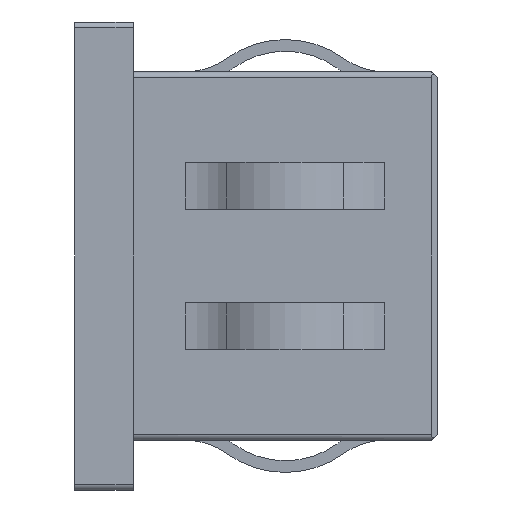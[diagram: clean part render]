
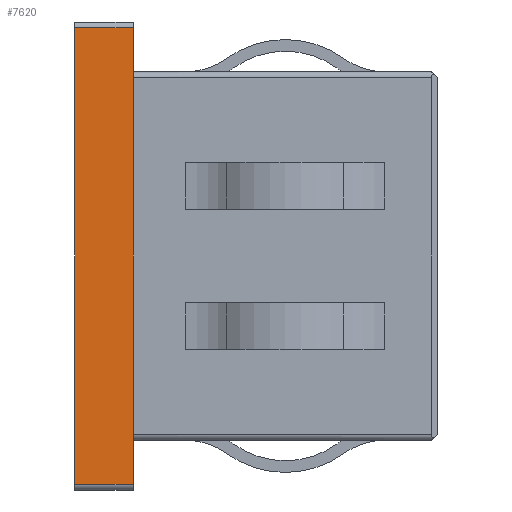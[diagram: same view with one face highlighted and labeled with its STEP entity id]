
A CAD part, left-side view. The second image highlights one B-rep face of the part: STEP entity #7620.
In plain terms, the highlighted planar face has unit normal (-1, 0, 0).
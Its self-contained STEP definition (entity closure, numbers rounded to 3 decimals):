
#136 = CARTESIAN_POINT ( 'NONE',  ( -30., 5., -20. ) ) ;
#477 = CARTESIAN_POINT ( 'NONE',  ( -30., 5., -20. ) ) ;
#755 = AXIS2_PLACEMENT_3D ( 'NONE', #477, #12061, #5070 ) ;
#779 = VECTOR ( 'NONE', #8126, 1000. ) ;
#1327 = VERTEX_POINT ( 'NONE', #13502 ) ;
#1421 = CARTESIAN_POINT ( 'NONE',  ( -30., 5., -19.5 ) ) ;
#1431 = VECTOR ( 'NONE', #11980, 1000. ) ;
#1718 = EDGE_LOOP ( 'NONE', ( #2534, #10883, #9688, #4499 ) ) ;
#1932 = LINE ( 'NONE', #13378, #12799 ) ;
#1989 = DIRECTION ( 'NONE',  ( 0., 0., 1. ) ) ;
#2534 = ORIENTED_EDGE ( 'NONE', *, *, #8514, .F. ) ;
#2873 = PLANE ( 'NONE',  #755 ) ;
#2965 = LINE ( 'NONE', #6934, #779 ) ;
#3622 = EDGE_CURVE ( 'NONE', #15085, #14363, #1932, .T. ) ;
#3870 = VECTOR ( 'NONE', #12085, 1000. ) ;
#4499 = ORIENTED_EDGE ( 'NONE', *, *, #5510, .T. ) ;
#5070 = DIRECTION ( 'NONE',  ( 0., 0., -1. ) ) ;
#5510 = EDGE_CURVE ( 'NONE', #14363, #12418, #2965, .T. ) ;
#6140 = FACE_OUTER_BOUND ( 'NONE', #1718, .T. ) ;
#6379 = LINE ( 'NONE', #1421, #3870 ) ;
#6934 = CARTESIAN_POINT ( 'NONE',  ( -30., 5., 19.5 ) ) ;
#7620 = ADVANCED_FACE ( 'NONE', ( #6140 ), #2873, .F. ) ;
#8126 = DIRECTION ( 'NONE',  ( 0., 1., 0. ) ) ;
#8514 = EDGE_CURVE ( 'NONE', #1327, #12418, #9414, .T. ) ;
#9414 = LINE ( 'NONE', #136, #1431 ) ;
#9688 = ORIENTED_EDGE ( 'NONE', *, *, #3622, .T. ) ;
#10483 = CARTESIAN_POINT ( 'NONE',  ( -30., 0., -19.5 ) ) ;
#10883 = ORIENTED_EDGE ( 'NONE', *, *, #13678, .T. ) ;
#11149 = CARTESIAN_POINT ( 'NONE',  ( -30., 5., 19.5 ) ) ;
#11980 = DIRECTION ( 'NONE',  ( 0., 0., 1. ) ) ;
#12061 = DIRECTION ( 'NONE',  ( 1., 0., 0. ) ) ;
#12085 = DIRECTION ( 'NONE',  ( 0., -1., 0. ) ) ;
#12418 = VERTEX_POINT ( 'NONE', #11149 ) ;
#12799 = VECTOR ( 'NONE', #1989, 1000. ) ;
#13258 = CARTESIAN_POINT ( 'NONE',  ( -30., 0., 19.5 ) ) ;
#13378 = CARTESIAN_POINT ( 'NONE',  ( -30., 0., -20. ) ) ;
#13502 = CARTESIAN_POINT ( 'NONE',  ( -30., 5., -19.5 ) ) ;
#13678 = EDGE_CURVE ( 'NONE', #1327, #15085, #6379, .T. ) ;
#14363 = VERTEX_POINT ( 'NONE', #13258 ) ;
#15085 = VERTEX_POINT ( 'NONE', #10483 ) ;
